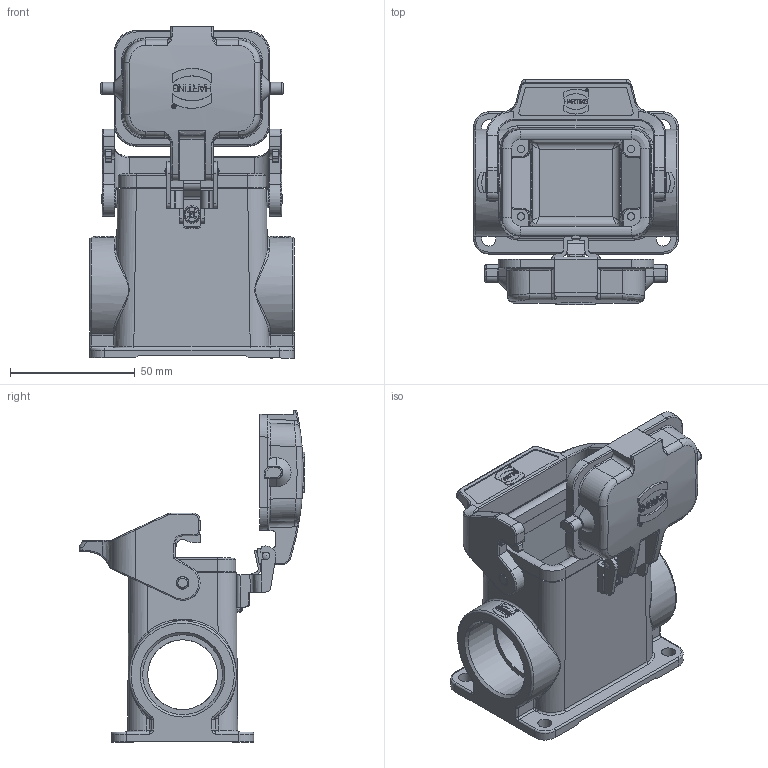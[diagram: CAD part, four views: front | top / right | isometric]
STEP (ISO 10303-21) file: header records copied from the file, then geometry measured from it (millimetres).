
FILE_DESCRIPTION(/* description */ (''),/* implementation_level */ '2;1');
FILE_NAME(/* name */ '100584065ugm000_c.stp',/* time_stamp */ '2017-10-31T11:01:28+01:00',/* author */ (''),/* organization */ (''),/* preprocessor_version */ 'ST-DEVELOPER v16',/* originating_system */ 'SIEMENS PLM Software NX 10.0',/* authorisation */ '');
FILE_SCHEMA (('AUTOMOTIVE_DESIGN { 1 0 10303 214 3 1 1 1 }'));
Products named in the file (1): 100584065ugm000_c
Bounding box: 82 x 90.54 x 133.11 mm (x, y, z)
Volume: 122646.5 mm3; surface area: 61363.7 mm2
Topology: 3 solids, 4 shells, 1296 faces, 3382 edges, 2160 vertices
Faces by surface type: plane 701, cylinder 367, bspline 159, cone 27, torus 26, sphere 12, extrusion 4
Full cylindrical faces by diameter (mm): 0.88 x2, 0.95 x1, 1.04 x2, 1.05 x1, 1.52 x1, 1.68 x1, 3 x6, 4 x3, 4.8 x2, 5.1 x2, 5.6 x4, 7 x3, 28 x2, 32 x2
Entity records: 53294 total; most frequent: CARTESIAN_POINT 15066, ORIENTED_EDGE 6584, DIRECTION 6054, EDGE_CURVE 3292, VERTEX_POINT 2133, AXIS2_PLACEMENT_3D 2094, VECTOR 1866, LINE 1862
